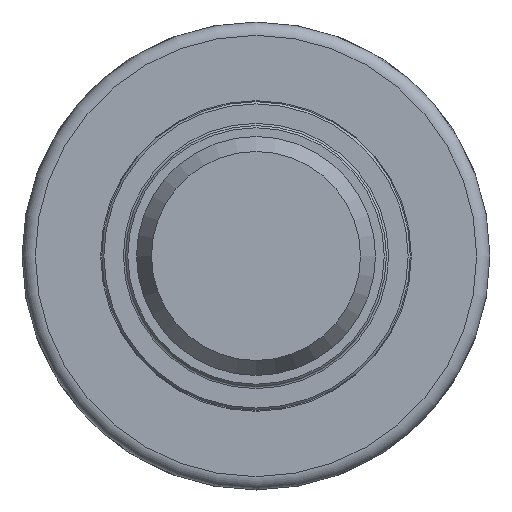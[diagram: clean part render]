
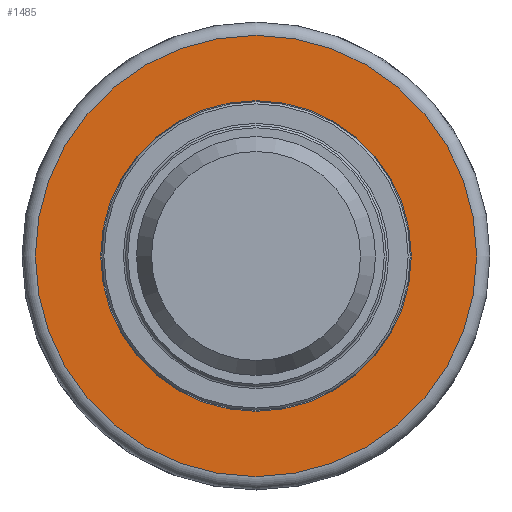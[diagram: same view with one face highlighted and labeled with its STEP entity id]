
A CAD part, left-side view. The second image highlights one B-rep face of the part: STEP entity #1485.
In plain terms, the highlighted planar face has unit normal (-1, 0, 0).
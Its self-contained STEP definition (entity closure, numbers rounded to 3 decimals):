
#42=FACE_BOUND('',#186,.T.);
#58=PLANE('',#1600);
#101=FACE_OUTER_BOUND('',#185,.T.);
#185=EDGE_LOOP('',(#944,#945));
#186=EDGE_LOOP('',(#946,#947));
#292=CIRCLE('',#1601,50.772);
#293=CIRCLE('',#1602,50.772);
#294=CIRCLE('',#1603,35.75);
#295=CIRCLE('',#1604,35.75);
#575=VERTEX_POINT('',#2345);
#576=VERTEX_POINT('',#2346);
#577=VERTEX_POINT('',#2349);
#578=VERTEX_POINT('',#2350);
#722=EDGE_CURVE('',#575,#576,#292,.T.);
#723=EDGE_CURVE('',#576,#575,#293,.T.);
#724=EDGE_CURVE('',#577,#578,#294,.T.);
#725=EDGE_CURVE('',#578,#577,#295,.T.);
#944=ORIENTED_EDGE('',*,*,#722,.F.);
#945=ORIENTED_EDGE('',*,*,#723,.F.);
#946=ORIENTED_EDGE('',*,*,#724,.T.);
#947=ORIENTED_EDGE('',*,*,#725,.T.);
#1485=ADVANCED_FACE('',(#101,#42),#58,.T.);
#1600=AXIS2_PLACEMENT_3D('',#2344,#1837,#1838);
#1601=AXIS2_PLACEMENT_3D('',#2347,#1839,#1840);
#1602=AXIS2_PLACEMENT_3D('',#2348,#1841,#1842);
#1603=AXIS2_PLACEMENT_3D('',#2351,#1843,#1844);
#1604=AXIS2_PLACEMENT_3D('',#2352,#1845,#1846);
#1837=DIRECTION('center_axis',(-1.,0.,0.));
#1838=DIRECTION('ref_axis',(0.,0.,-1.));
#1839=DIRECTION('center_axis',(1.,0.,0.));
#1840=DIRECTION('ref_axis',(0.,1.,0.));
#1841=DIRECTION('center_axis',(1.,0.,0.));
#1842=DIRECTION('ref_axis',(0.,1.,0.));
#1843=DIRECTION('center_axis',(1.,0.,0.));
#1844=DIRECTION('ref_axis',(0.,1.,0.));
#1845=DIRECTION('center_axis',(1.,0.,0.));
#1846=DIRECTION('ref_axis',(0.,1.,0.));
#2344=CARTESIAN_POINT('Origin',(29.3,-46.615,0.));
#2345=CARTESIAN_POINT('',(29.3,-50.772,0.));
#2346=CARTESIAN_POINT('',(29.3,0.,-50.772));
#2347=CARTESIAN_POINT('Origin',(29.3,0.,0.));
#2348=CARTESIAN_POINT('Origin',(29.3,0.,0.));
#2349=CARTESIAN_POINT('',(29.3,35.75,0.));
#2350=CARTESIAN_POINT('',(29.3,-35.75,0.));
#2351=CARTESIAN_POINT('Origin',(29.3,0.,0.));
#2352=CARTESIAN_POINT('Origin',(29.3,0.,0.));
